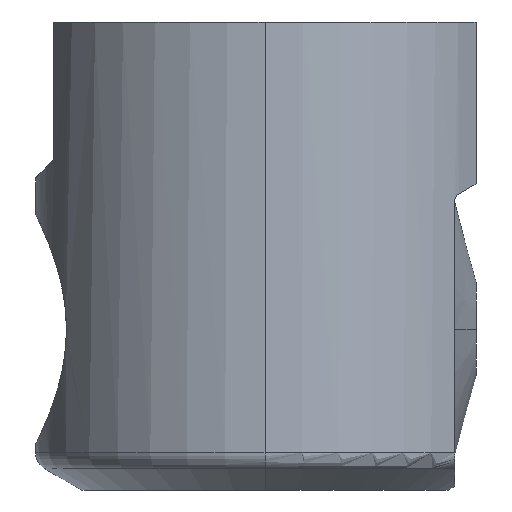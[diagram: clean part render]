
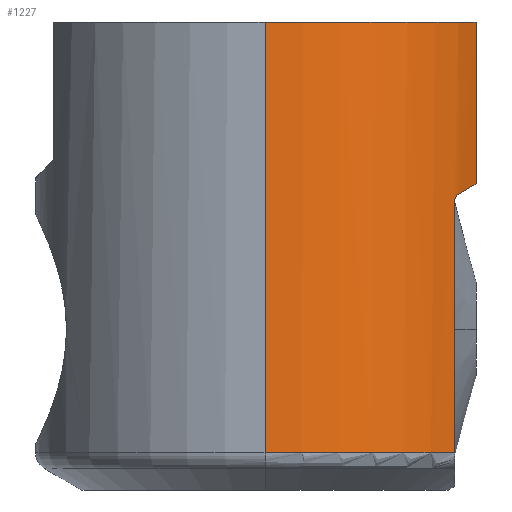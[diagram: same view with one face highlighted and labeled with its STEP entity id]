
A CAD part, front view. The second image highlights one B-rep face of the part: STEP entity #1227.
In plain terms, the highlighted cylindrical face has radius 25 mm (diameter 50 mm), a partial arc.
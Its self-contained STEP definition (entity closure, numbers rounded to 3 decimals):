
#1131=VERTEX_POINT('NONE',#2903);
#1155=VERTEX_POINT('NONE',#2929);
#1221=VERTEX_POINT('NONE',#3002);
#1227=ADVANCED_FACE('NONE',(#3009),#3010,.T.);
#1317=VERTEX_POINT('NONE',#3117);
#1323=EDGE_CURVE('NONE',#1317,#1221,#3124,.T.);
#1423=VERTEX_POINT('NONE',#3234);
#1449=EDGE_CURVE('NONE',#1221,#2195,#3267,.T.);
#1635=EDGE_CURVE('NONE',#1155,#2195,#3472,.T.);
#1679=EDGE_CURVE('NONE',#1423,#1131,#3519,.T.);
#1781=EDGE_CURVE('NONE',#2361,#1155,#3634,.T.);
#1967=EDGE_CURVE('NONE',#1131,#1317,#3834,.T.);
#2195=VERTEX_POINT('NONE',#4085);
#2289=EDGE_CURVE('NONE',#2361,#1423,#4190,.T.);
#2361=VERTEX_POINT('NONE',#4270);
#2903=CARTESIAN_POINT('',(20.65,-14.092,-19.577));
#2929=CARTESIAN_POINT('',(0.,-25.0,0.0));
#3002=CARTESIAN_POINT('',(23.0,-9.798,-17.643));
#3009=FACE_OUTER_BOUND('',#5494,.T.);
#3010=CYLINDRICAL_SURFACE('',#5495,25.0);
#3117=CARTESIAN_POINT('',(21.15,-13.33,-18.711));
#3124=(B_SPLINE_CURVE(3,(#5796,#5797,#5798,#5799),.UNSPECIFIED.,.F.,.F.)B_SPLINE_CURVE_WITH_KNOTS((4,4),(5.721,5.88),.UNSPECIFIED.)RATIONAL_B_SPLINE_CURVE((1.0,0.998,0.998,1.0))BOUNDED_CURVE()REPRESENTATION_ITEM('')GEOMETRIC_REPRESENTATION_ITEM()CURVE());
#3234=CARTESIAN_POINT('',(20.65,-14.092,-46.959));
#3267=LINE('',#6309,#6310);
#3472=CIRCLE('',#6697,25.0);
#3519=LINE('',#6851,#6852);
#3634=LINE('',#7188,#7189);
#3834=B_SPLINE_CURVE_WITH_KNOTS('',3,(#7953,#7954,#7955,#7956,#7957,#7958,#7959,#7960,#7961,#7962),.UNSPECIFIED.,.F.,.F.,(4,2,2,2,4),(0.0,0.,0.001,0.001,0.001),.UNSPECIFIED.);
#4085=CARTESIAN_POINT('',(23.0,-9.798,0.0));
#4190=CIRCLE('',#9117,25.0);
#4270=CARTESIAN_POINT('',(0.,-25.0,-46.959));
#5494=EDGE_LOOP('',(#10643,#10644,#10645,#10646,#10647,#10648,#10649));
#5495=AXIS2_PLACEMENT_3D('',#10650,#10651,#10652);
#5796=CARTESIAN_POINT('',(21.15,-13.33,-18.711));
#5797=CARTESIAN_POINT('',(21.86,-12.203,-18.301));
#5798=CARTESIAN_POINT('',(22.478,-11.023,-17.945));
#5799=CARTESIAN_POINT('',(23.0,-9.798,-17.643));
#6309=CARTESIAN_POINT('',(23.0,-9.798,9.945));
#6310=VECTOR('',#10965,1000.0);
#6697=AXIS2_PLACEMENT_3D('',#11177,#11178,#11179);
#6851=CARTESIAN_POINT('',(20.65,-14.092,9.945));
#6852=VECTOR('',#11217,1000.0);
#7188=CARTESIAN_POINT('',(0.,-25.0,9.945));
#7189=VECTOR('',#11352,1000.0);
#7953=CARTESIAN_POINT('',(20.65,-14.092,-19.577));
#7954=CARTESIAN_POINT('',(20.65,-14.092,-19.464));
#7955=CARTESIAN_POINT('',(20.67,-14.063,-19.355));
#7956=CARTESIAN_POINT('',(20.734,-13.967,-19.163));
#7957=CARTESIAN_POINT('',(20.778,-13.902,-19.08));
#7958=CARTESIAN_POINT('',(20.874,-13.757,-18.94));
#7959=CARTESIAN_POINT('',(20.928,-13.676,-18.882));
#7960=CARTESIAN_POINT('',(21.037,-13.508,-18.784));
#7961=CARTESIAN_POINT('',(21.093,-13.42,-18.744));
#7962=CARTESIAN_POINT('',(21.15,-13.33,-18.711));
#9117=AXIS2_PLACEMENT_3D('',#11879,#11880,#11881);
#10643=ORIENTED_EDGE('',*,*,#1781,.F.);
#10644=ORIENTED_EDGE('',*,*,#2289,.T.);
#10645=ORIENTED_EDGE('',*,*,#1679,.T.);
#10646=ORIENTED_EDGE('',*,*,#1967,.T.);
#10647=ORIENTED_EDGE('',*,*,#1323,.T.);
#10648=ORIENTED_EDGE('',*,*,#1449,.T.);
#10649=ORIENTED_EDGE('',*,*,#1635,.F.);
#10650=CARTESIAN_POINT('',(0.0,0.0,9.945));
#10651=DIRECTION('',(-0.0,-0.0,1.0));
#10652=DIRECTION('',(0.0,1.0,0.0));
#10965=DIRECTION('',(0.0,0.0,1.0));
#11177=CARTESIAN_POINT('',(0.0,0.0,0.0));
#11178=DIRECTION('',(0.0,-0.0,1.0));
#11179=DIRECTION('',(0.0,1.0,0.0));
#11217=DIRECTION('',(0.0,0.0,1.0));
#11352=DIRECTION('',(0.0,0.0,1.0));
#11879=CARTESIAN_POINT('',(0.0,0.0,-46.959));
#11880=DIRECTION('',(0.0,0.0,1.0));
#11881=DIRECTION('',(0.0,-1.0,0.0));
